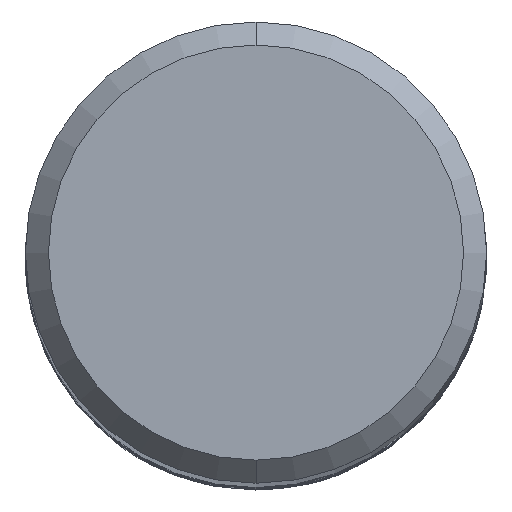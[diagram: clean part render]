
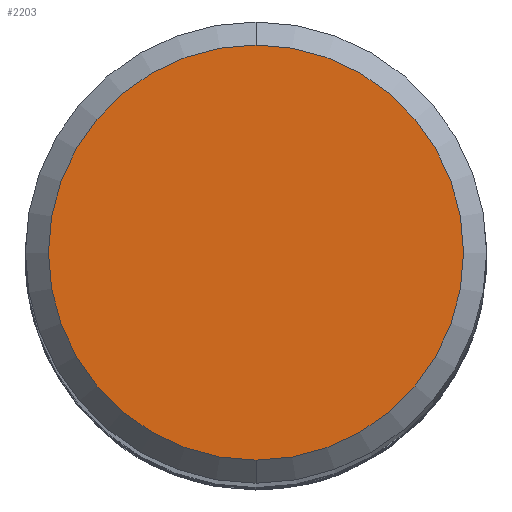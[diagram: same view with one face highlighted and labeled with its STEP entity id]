
A CAD part, top view. The second image highlights one B-rep face of the part: STEP entity #2203.
In plain terms, the highlighted planar face has unit normal (0, 0, 1).
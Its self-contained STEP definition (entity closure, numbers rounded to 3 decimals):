
#1293=VERTEX_POINT('',#3732);
#1611=EDGE_CURVE('',#1293,#2721,#4073,.T.);
#1705=EDGE_CURVE('',#2721,#1293,#4173,.T.);
#2203=ADVANCED_FACE('',(#4709),#4710,.T.);
#2721=VERTEX_POINT('',#5273);
#3732=CARTESIAN_POINT('',(0.0,3.6,0.0));
#4073=CIRCLE('',#9822,3.6);
#4173=CIRCLE('',#10416,3.6);
#4709=FACE_OUTER_BOUND('',#14786,.T.);
#4710=PLANE('',#14787);
#5273=CARTESIAN_POINT('',(0.,-3.6,0.0));
#9822=AXIS2_PLACEMENT_3D('',#30572,#30573,#30574);
#10416=AXIS2_PLACEMENT_3D('',#30663,#30664,#30665);
#14786=EDGE_LOOP('',(#31159,#31160));
#14787=AXIS2_PLACEMENT_3D('',#31161,#31162,#31163);
#30572=CARTESIAN_POINT('',(0.0,0.0,0.0));
#30573=DIRECTION('',(0.0,0.0,-1.0));
#30574=DIRECTION('',(0.0,1.0,0.0));
#30663=CARTESIAN_POINT('',(0.0,0.0,0.0));
#30664=DIRECTION('',(0.0,0.0,-1.0));
#30665=DIRECTION('',(0.0,1.0,0.0));
#31159=ORIENTED_EDGE('',*,*,#1611,.F.);
#31160=ORIENTED_EDGE('',*,*,#1705,.F.);
#31161=CARTESIAN_POINT('',(0.0,1.8,0.0));
#31162=DIRECTION('',(-0.0,0.0,1.0));
#31163=DIRECTION('',(0.0,-1.0,0.0));
